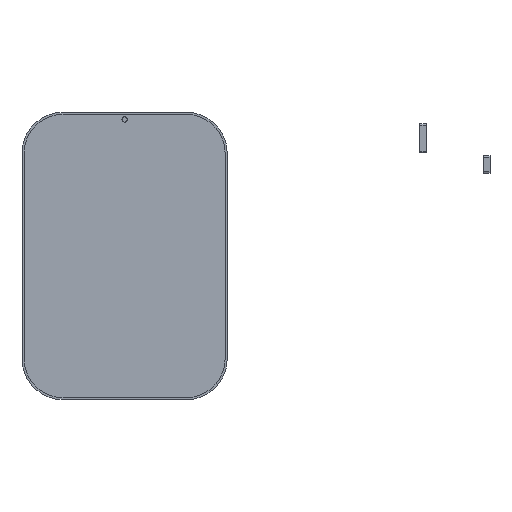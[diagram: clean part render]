
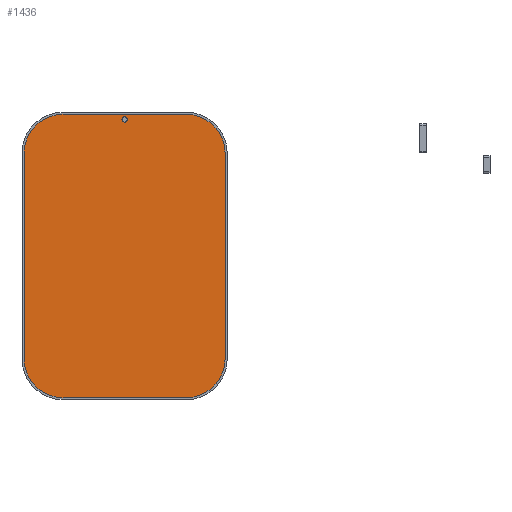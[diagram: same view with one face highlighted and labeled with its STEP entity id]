
A CAD part, top view. The second image highlights one B-rep face of the part: STEP entity #1436.
In plain terms, the highlighted planar face has unit normal (0, 0, 1).
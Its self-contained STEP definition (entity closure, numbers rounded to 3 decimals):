
#89 = DIRECTION ( 'NONE',  ( 1., 0., 0. ) ) ;
#131 = EDGE_CURVE ( 'NONE', #1980, #334, #1109, .T. ) ;
#153 = ORIENTED_EDGE ( 'NONE', *, *, #3237, .T. ) ;
#168 = VECTOR ( 'NONE', #545, 1000. ) ;
#179 = AXIS2_PLACEMENT_3D ( 'NONE', #4371, #701, #792 ) ;
#192 = ORIENTED_EDGE ( 'NONE', *, *, #3681, .T. ) ;
#208 = LINE ( 'NONE', #4267, #168 ) ;
#225 = VERTEX_POINT ( 'NONE', #896 ) ;
#237 = DIRECTION ( 'NONE',  ( 0., 0., 1. ) ) ;
#256 = AXIS2_PLACEMENT_3D ( 'NONE', #1900, #808, #3386 ) ;
#279 = DIRECTION ( 'NONE',  ( 1., 0., 0. ) ) ;
#332 = CARTESIAN_POINT ( 'NONE',  ( 0., 33.268, 4.7 ) ) ;
#334 = VERTEX_POINT ( 'NONE', #2521 ) ;
#410 = CIRCLE ( 'NONE', #179, 9.5 ) ;
#413 = VERTEX_POINT ( 'NONE', #4464 ) ;
#445 = EDGE_CURVE ( 'NONE', #2420, #3948, #3409, .T. ) ;
#545 = DIRECTION ( 'NONE',  ( 0., -1., 0. ) ) ;
#568 = VERTEX_POINT ( 'NONE', #2061 ) ;
#590 = VERTEX_POINT ( 'NONE', #3625 ) ;
#593 = LINE ( 'NONE', #3183, #4118 ) ;
#678 = CARTESIAN_POINT ( 'NONE',  ( 15., -25., 4.7 ) ) ;
#701 = DIRECTION ( 'NONE',  ( 0., 0., 1. ) ) ;
#769 = DIRECTION ( 'NONE',  ( 0., 0., 1. ) ) ;
#792 = DIRECTION ( 'NONE',  ( 1., 0., 0. ) ) ;
#808 = DIRECTION ( 'NONE',  ( 0., 0., 1. ) ) ;
#823 = DIRECTION ( 'NONE',  ( 0., 0., 1. ) ) ;
#839 = EDGE_CURVE ( 'NONE', #590, #4181, #1324, .T. ) ;
#896 = CARTESIAN_POINT ( 'NONE',  ( -24.5, -25., 4.7 ) ) ;
#939 = FACE_OUTER_BOUND ( 'NONE', #3491, .T. ) ;
#982 = DIRECTION ( 'NONE',  ( 1., 0., 0. ) ) ;
#1109 = CIRCLE ( 'NONE', #256, 9.5 ) ;
#1154 = LINE ( 'NONE', #3717, #1532 ) ;
#1219 = CARTESIAN_POINT ( 'NONE',  ( 15., 34.5, 4.7 ) ) ;
#1291 = ORIENTED_EDGE ( 'NONE', *, *, #1829, .T. ) ;
#1324 = CIRCLE ( 'NONE', #2568, 9.5 ) ;
#1413 = CARTESIAN_POINT ( 'NONE',  ( 0.645, 33.268, 4.7 ) ) ;
#1436 = ADVANCED_FACE ( 'NONE', ( #2132, #939 ), #4004, .T. ) ;
#1532 = VECTOR ( 'NONE', #3321, 1000. ) ;
#1829 = EDGE_CURVE ( 'NONE', #334, #225, #208, .T. ) ;
#1842 = ORIENTED_EDGE ( 'NONE', *, *, #839, .T. ) ;
#1900 = CARTESIAN_POINT ( 'NONE',  ( -15., 25., 4.7 ) ) ;
#1980 = VERTEX_POINT ( 'NONE', #2558 ) ;
#2061 = CARTESIAN_POINT ( 'NONE',  ( 15., -34.5, 4.7 ) ) ;
#2132 = FACE_BOUND ( 'NONE', #4109, .T. ) ;
#2314 = CARTESIAN_POINT ( 'NONE',  ( 15., 25., 4.7 ) ) ;
#2380 = AXIS2_PLACEMENT_3D ( 'NONE', #332, #4677, #982 ) ;
#2420 = VERTEX_POINT ( 'NONE', #4384 ) ;
#2440 = CARTESIAN_POINT ( 'NONE',  ( -15., 25., 4.7 ) ) ;
#2490 = DIRECTION ( 'NONE',  ( 1., 0., 0. ) ) ;
#2521 = CARTESIAN_POINT ( 'NONE',  ( -24.5, 25., 4.7 ) ) ;
#2541 = CIRCLE ( 'NONE', #2380, 0.645 ) ;
#2558 = CARTESIAN_POINT ( 'NONE',  ( -15., 34.5, 4.7 ) ) ;
#2568 = AXIS2_PLACEMENT_3D ( 'NONE', #2314, #769, #89 ) ;
#2673 = ORIENTED_EDGE ( 'NONE', *, *, #4723, .F. ) ;
#2827 = DIRECTION ( 'NONE',  ( 1., 0., 0. ) ) ;
#2891 = ORIENTED_EDGE ( 'NONE', *, *, #131, .T. ) ;
#2897 = ORIENTED_EDGE ( 'NONE', *, *, #3467, .T. ) ;
#2996 = DIRECTION ( 'NONE',  ( 1., 0., 0. ) ) ;
#3011 = VERTEX_POINT ( 'NONE', #3770 ) ;
#3071 = CIRCLE ( 'NONE', #3715, 9.5 ) ;
#3183 = CARTESIAN_POINT ( 'NONE',  ( -15., -34.5, 4.7 ) ) ;
#3225 = DIRECTION ( 'NONE',  ( 0., 0., 1. ) ) ;
#3237 = EDGE_CURVE ( 'NONE', #225, #3011, #410, .T. ) ;
#3321 = DIRECTION ( 'NONE',  ( 0., 1., 0. ) ) ;
#3386 = DIRECTION ( 'NONE',  ( 1., 0., 0. ) ) ;
#3409 = CIRCLE ( 'NONE', #4101, 0.645 ) ;
#3434 = ORIENTED_EDGE ( 'NONE', *, *, #4102, .T. ) ;
#3467 = EDGE_CURVE ( 'NONE', #3011, #568, #593, .T. ) ;
#3491 = EDGE_LOOP ( 'NONE', ( #192, #2891, #1291, #153, #2897, #4396, #3434, #1842 ) ) ;
#3625 = CARTESIAN_POINT ( 'NONE',  ( 24.5, 25., 4.7 ) ) ;
#3681 = EDGE_CURVE ( 'NONE', #4181, #1980, #4544, .T. ) ;
#3715 = AXIS2_PLACEMENT_3D ( 'NONE', #678, #3225, #2490 ) ;
#3717 = CARTESIAN_POINT ( 'NONE',  ( 24.5, -25., 4.7 ) ) ;
#3770 = CARTESIAN_POINT ( 'NONE',  ( -15., -34.5, 4.7 ) ) ;
#3948 = VERTEX_POINT ( 'NONE', #1413 ) ;
#4004 = PLANE ( 'NONE',  #4582 ) ;
#4101 = AXIS2_PLACEMENT_3D ( 'NONE', #4200, #823, #2996 ) ;
#4102 = EDGE_CURVE ( 'NONE', #413, #590, #1154, .T. ) ;
#4109 = EDGE_LOOP ( 'NONE', ( #2673, #4285 ) ) ;
#4118 = VECTOR ( 'NONE', #279, 1000. ) ;
#4181 = VERTEX_POINT ( 'NONE', #4654 ) ;
#4186 = DIRECTION ( 'NONE',  ( -1., 0., 0. ) ) ;
#4200 = CARTESIAN_POINT ( 'NONE',  ( 0., 33.268, 4.7 ) ) ;
#4267 = CARTESIAN_POINT ( 'NONE',  ( -24.5, 25., 4.7 ) ) ;
#4285 = ORIENTED_EDGE ( 'NONE', *, *, #445, .F. ) ;
#4316 = EDGE_CURVE ( 'NONE', #568, #413, #3071, .T. ) ;
#4371 = CARTESIAN_POINT ( 'NONE',  ( -15., -25., 4.7 ) ) ;
#4384 = CARTESIAN_POINT ( 'NONE',  ( -0.645, 33.268, 4.7 ) ) ;
#4396 = ORIENTED_EDGE ( 'NONE', *, *, #4316, .T. ) ;
#4464 = CARTESIAN_POINT ( 'NONE',  ( 24.5, -25., 4.7 ) ) ;
#4544 = LINE ( 'NONE', #1219, #4578 ) ;
#4578 = VECTOR ( 'NONE', #4186, 1000. ) ;
#4582 = AXIS2_PLACEMENT_3D ( 'NONE', #2440, #237, #2827 ) ;
#4654 = CARTESIAN_POINT ( 'NONE',  ( 15., 34.5, 4.7 ) ) ;
#4677 = DIRECTION ( 'NONE',  ( 0., 0., 1. ) ) ;
#4723 = EDGE_CURVE ( 'NONE', #3948, #2420, #2541, .T. ) ;
